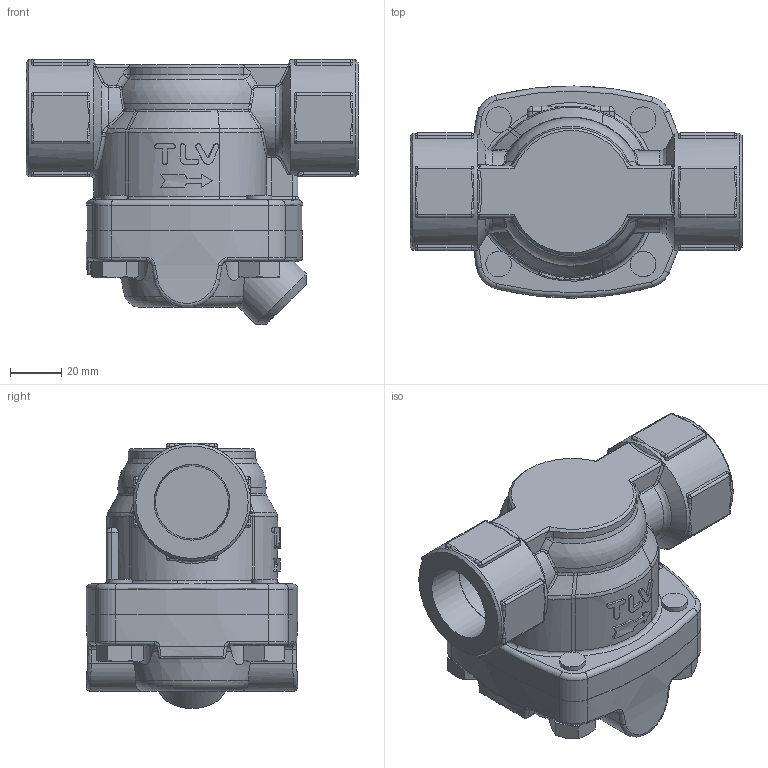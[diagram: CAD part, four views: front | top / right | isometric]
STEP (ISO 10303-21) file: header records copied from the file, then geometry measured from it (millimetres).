
FILE_DESCRIPTION((''),'2;1');
FILE_NAME('ss1nl-025-screw-00.stp','2009-12-18T15:12:52',('nakaot'),(''),'Autodesk Inventor 2008','Autodesk Inventor 2008','');
FILE_SCHEMA(('AUTOMOTIVE_DESIGN { 1 0 10303 214 1 1 1 1 }'));
Length unit declared in the file: millimetre
Products named in the file (1): ss1nl-025-screw-00
Bounding box: 130 x 83 x 103.77 mm (x, y, z)
Volume: 464855.1 mm3; surface area: 61777.6 mm2
Topology: 1 solids, 1 shells, 637 faces, 1569 edges, 884 vertices
Faces by surface type: bspline 239, cylinder 170, plane 144, cone 38, sphere 36, torus 10
Full cylindrical faces by diameter (mm): 10 x8, 28 x1, 46 x2
Entity records: 34121 total; most frequent: CARTESIAN_POINT 21106, ORIENTED_EDGE 2926, DIRECTION 2349, EDGE_CURVE 1463, AXIS2_PLACEMENT_3D 980, VERTEX_POINT 871, EDGE_LOOP 688, FACE_OUTER_BOUND 637
